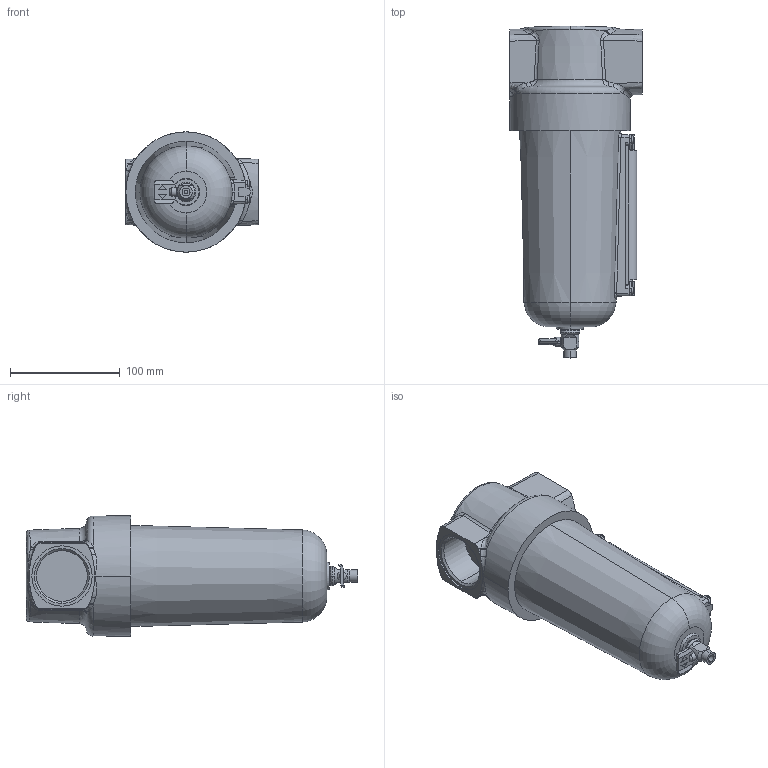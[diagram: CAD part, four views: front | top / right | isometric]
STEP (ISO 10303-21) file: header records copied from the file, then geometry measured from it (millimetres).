
FILE_DESCRIPTION (( 'STEP AP214' ), '1' );
FILE_NAME ('Norgren-F17-B00-M1DA.step', '2019-03-02T20:43:43', ( '' ), ( '' ), 'SwSTEP 2.0', 'SolidWorks 2019', '' );
FILE_SCHEMA (( 'AUTOMOTIVE_DESIGN' ));
Length unit declared in the file: inch
Products named in the file (7): Norgren-F17-B00-M1DA_Body-filter_1 1-2 NPT wo ind; Norgren-F17-B00-M1DA_Manual turn; Norgren-F17-B00-M1DA; Norgren-F17-B00-M1DA_Sight glass; Norgren-F17-B00-M1DA_Bowl_Metal sight glass; Norgren-F17-B00-M1DA_Guard-sight glass; Norgren-F17-B00-M1DA_Bracket-sight glass
Assembly tree (7 placements, depth 2):
  Norgren-F17-B00-M1DA
    Norgren-F17-B00-M1DA_Body-filter_1 1-2 NPT wo ind
    Norgren-F17-B00-M1DA_Bowl_Metal sight glass
    Norgren-F17-B00-M1DA_Guard-sight glass
    Norgren-F17-B00-M1DA_Bracket-sight glass  x2
    Norgren-F17-B00-M1DA_Sight glass
    Norgren-F17-B00-M1DA_Manual turn
Bounding box: 120.65 x 302.89 x 109.73 mm (x, y, z)
Volume: 724970.7 mm3; surface area: 220080.5 mm2
Topology: 8 solids, 8 shells, 435 faces, 1054 edges, 669 vertices
Faces by surface type: plane 205, cylinder 102, bspline 69, cone 29, torus 24, sphere 6
Entity records: 14036 total; most frequent: CARTESIAN_POINT 5597, ORIENTED_EDGE 1752, DIRECTION 1577, EDGE_CURVE 876, AXIS2_PLACEMENT_3D 607, VERTEX_POINT 553, EDGE_LOOP 407, FACE_OUTER_BOUND 367
